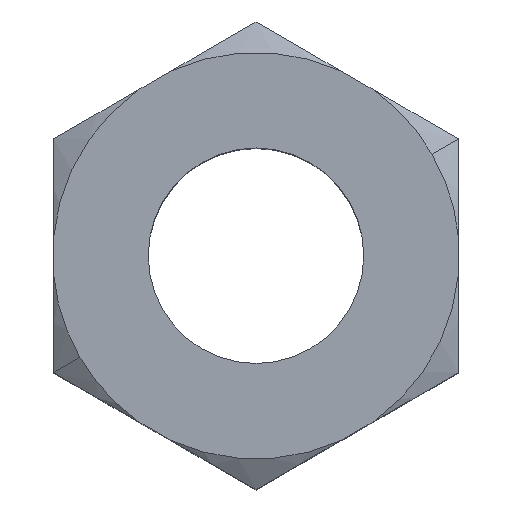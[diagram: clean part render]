
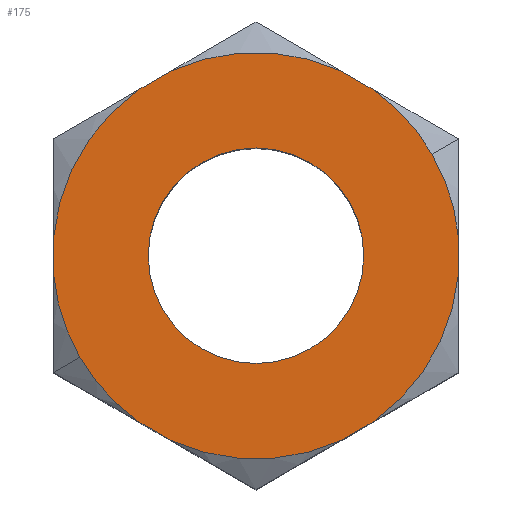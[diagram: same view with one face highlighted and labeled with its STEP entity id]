
A CAD part, top view. The second image highlights one B-rep face of the part: STEP entity #175.
In plain terms, the highlighted planar face has unit normal (0, 0, 1).
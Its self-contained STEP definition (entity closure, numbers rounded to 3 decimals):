
#155=VERTEX_POINT('',#405);
#175=ADVANCED_FACE('',(#428,#429),#430,.T.);
#181=VERTEX_POINT('',#436);
#201=EDGE_CURVE('',#307,#359,#458,.T.);
#213=EDGE_CURVE('',#287,#261,#471,.T.);
#215=EDGE_CURVE('',#331,#247,#473,.T.);
#227=VERTEX_POINT('',#486);
#231=EDGE_CURVE('',#181,#247,#490,.T.);
#247=VERTEX_POINT('',#509);
#257=EDGE_CURVE('',#367,#309,#519,.T.);
#261=VERTEX_POINT('',#523);
#267=EDGE_CURVE('',#339,#227,#530,.T.);
#269=EDGE_CURVE('',#271,#227,#532,.T.);
#271=VERTEX_POINT('',#534);
#283=VERTEX_POINT('',#547);
#285=VERTEX_POINT('',#549);
#287=VERTEX_POINT('',#551);
#291=EDGE_CURVE('',#295,#285,#555,.T.);
#293=EDGE_CURVE('',#287,#283,#557,.T.);
#295=VERTEX_POINT('',#559);
#297=EDGE_CURVE('',#307,#155,#561,.T.);
#307=VERTEX_POINT('',#573);
#309=VERTEX_POINT('',#575);
#315=EDGE_CURVE('',#155,#261,#581,.T.);
#325=EDGE_CURVE('',#181,#309,#592,.T.);
#329=EDGE_CURVE('',#331,#359,#596,.T.);
#331=VERTEX_POINT('',#598);
#339=VERTEX_POINT('',#607);
#343=EDGE_CURVE('',#339,#367,#612,.T.);
#349=EDGE_CURVE('',#271,#283,#619,.T.);
#353=EDGE_CURVE('',#285,#295,#623,.T.);
#359=VERTEX_POINT('',#629);
#367=VERTEX_POINT('',#637);
#405=CARTESIAN_POINT('',(4.33,2.5,9.0));
#428=FACE_BOUND('',#773,.T.);
#429=FACE_OUTER_BOUND('',#774,.T.);
#430=PLANE('',#775);
#436=CARTESIAN_POINT('',(-2.1,-4.538,9.0));
#458=LINE('',#830,#831);
#471=LINE('',#849,#850);
#473=LINE('',#853,#854);
#486=CARTESIAN_POINT('',(-4.98,0.451,9.0));
#490=CIRCLE('',#877,5.);
#509=CARTESIAN_POINT('',(2.1,-4.538,9.0));
#519=CIRCLE('',#942,5.);
#523=CARTESIAN_POINT('',(2.88,4.087,9.0));
#530=LINE('',#956,#957);
#532=CIRCLE('',#960,5.);
#534=CARTESIAN_POINT('',(-2.88,4.087,9.0));
#547=CARTESIAN_POINT('',(-2.1,4.538,9.0));
#549=CARTESIAN_POINT('',(0.,-2.65,9.0));
#551=CARTESIAN_POINT('',(2.1,4.538,9.0));
#555=CIRCLE('',#1006,2.65);
#557=CIRCLE('',#1009,5.);
#559=CARTESIAN_POINT('',(0.,2.65,9.0));
#561=CIRCLE('',#1014,5.);
#573=CARTESIAN_POINT('',(4.98,0.451,9.0));
#575=CARTESIAN_POINT('',(-2.88,-4.087,9.0));
#581=CIRCLE('',#1065,5.);
#592=LINE('',#1101,#1102);
#596=CIRCLE('',#1108,5.);
#598=CARTESIAN_POINT('',(2.88,-4.087,9.0));
#607=CARTESIAN_POINT('',(-4.98,-0.451,9.0));
#612=CIRCLE('',#1137,5.);
#619=LINE('',#1168,#1169);
#623=CIRCLE('',#1176,2.65);
#629=CARTESIAN_POINT('',(4.98,-0.451,9.0));
#637=CARTESIAN_POINT('',(-4.33,-2.5,9.0));
#773=EDGE_LOOP('',(#1276,#1277));
#774=EDGE_LOOP('',(#1278,#1279,#1280,#1281,#1282,#1283,#1284,#1285,#1286,#1287,#1288,#1289,#1290,#1291));
#775=AXIS2_PLACEMENT_3D('',#1292,#1293,#1294);
#830=CARTESIAN_POINT('',(4.98,-2.875,9.0));
#831=VECTOR('',#1319,1.0);
#849=CARTESIAN_POINT('',(4.98,2.875,9.0));
#850=VECTOR('',#1332,1.0);
#853=CARTESIAN_POINT('',(0.,-5.75,9.0));
#854=VECTOR('',#1333,1.0);
#877=AXIS2_PLACEMENT_3D('',#1349,#1350,#1351);
#942=AXIS2_PLACEMENT_3D('',#1381,#1382,#1383);
#956=CARTESIAN_POINT('',(-4.98,2.875,9.0));
#957=VECTOR('',#1392,1.0);
#960=AXIS2_PLACEMENT_3D('',#1393,#1394,#1395);
#1006=AXIS2_PLACEMENT_3D('',#1409,#1410,#1411);
#1009=AXIS2_PLACEMENT_3D('',#1412,#1413,#1414);
#1014=AXIS2_PLACEMENT_3D('',#1415,#1416,#1417);
#1065=AXIS2_PLACEMENT_3D('',#1435,#1436,#1437);
#1101=CARTESIAN_POINT('',(-4.98,-2.875,9.0));
#1102=VECTOR('',#1451,1.0);
#1108=AXIS2_PLACEMENT_3D('',#1455,#1456,#1457);
#1137=AXIS2_PLACEMENT_3D('',#1473,#1474,#1475);
#1168=CARTESIAN_POINT('',(0.,5.75,9.0));
#1169=VECTOR('',#1486,1.0);
#1176=AXIS2_PLACEMENT_3D('',#1488,#1489,#1490);
#1276=ORIENTED_EDGE('',*,*,#291,.T.);
#1277=ORIENTED_EDGE('',*,*,#353,.T.);
#1278=ORIENTED_EDGE('',*,*,#231,.T.);
#1279=ORIENTED_EDGE('',*,*,#215,.F.);
#1280=ORIENTED_EDGE('',*,*,#329,.T.);
#1281=ORIENTED_EDGE('',*,*,#201,.F.);
#1282=ORIENTED_EDGE('',*,*,#297,.T.);
#1283=ORIENTED_EDGE('',*,*,#315,.T.);
#1284=ORIENTED_EDGE('',*,*,#213,.F.);
#1285=ORIENTED_EDGE('',*,*,#293,.T.);
#1286=ORIENTED_EDGE('',*,*,#349,.F.);
#1287=ORIENTED_EDGE('',*,*,#269,.T.);
#1288=ORIENTED_EDGE('',*,*,#267,.F.);
#1289=ORIENTED_EDGE('',*,*,#343,.T.);
#1290=ORIENTED_EDGE('',*,*,#257,.T.);
#1291=ORIENTED_EDGE('',*,*,#325,.F.);
#1292=CARTESIAN_POINT('',(0.,0.0,9.0));
#1293=DIRECTION('',(0.0,0.0,1.0));
#1294=DIRECTION('',(0.0,-1.0,0.0));
#1319=DIRECTION('',(0.0,-1.0,0.0));
#1332=DIRECTION('',(0.866,-0.5,0.0));
#1333=DIRECTION('',(-0.866,-0.5,0.0));
#1349=CARTESIAN_POINT('',(0.,0.,9.0));
#1350=DIRECTION('',(0.0,0.0,1.0));
#1351=DIRECTION('',(-0.866,-0.5,0.0));
#1381=CARTESIAN_POINT('',(0.,0.,9.0));
#1382=DIRECTION('',(0.0,0.0,1.0));
#1383=DIRECTION('',(-0.866,-0.5,0.0));
#1392=DIRECTION('',(0.0,1.0,0.0));
#1393=CARTESIAN_POINT('',(0.,0.,9.0));
#1394=DIRECTION('',(0.0,0.0,1.0));
#1395=DIRECTION('',(-0.866,-0.5,0.0));
#1409=CARTESIAN_POINT('',(0.,0.0,9.0));
#1410=DIRECTION('',(-0.0,0.0,-1.0));
#1411=DIRECTION('',(0.,-1.0,0.0));
#1412=CARTESIAN_POINT('',(0.,0.,9.0));
#1413=DIRECTION('',(0.0,0.0,1.0));
#1414=DIRECTION('',(-0.866,-0.5,0.0));
#1415=CARTESIAN_POINT('',(0.,0.,9.0));
#1416=DIRECTION('',(0.0,0.0,1.0));
#1417=DIRECTION('',(-0.866,-0.5,0.0));
#1435=CARTESIAN_POINT('',(0.,0.,9.0));
#1436=DIRECTION('',(0.0,0.0,1.0));
#1437=DIRECTION('',(-0.866,-0.5,0.0));
#1451=DIRECTION('',(-0.866,0.5,0.0));
#1455=CARTESIAN_POINT('',(0.,0.,9.0));
#1456=DIRECTION('',(0.0,0.0,1.0));
#1457=DIRECTION('',(-0.866,-0.5,0.0));
#1473=CARTESIAN_POINT('',(0.,0.,9.0));
#1474=DIRECTION('',(0.0,0.0,1.0));
#1475=DIRECTION('',(-0.866,-0.5,0.0));
#1486=DIRECTION('',(0.866,0.5,0.0));
#1488=CARTESIAN_POINT('',(0.,0.0,9.0));
#1489=DIRECTION('',(-0.0,0.0,-1.0));
#1490=DIRECTION('',(0.,-1.0,0.0));
